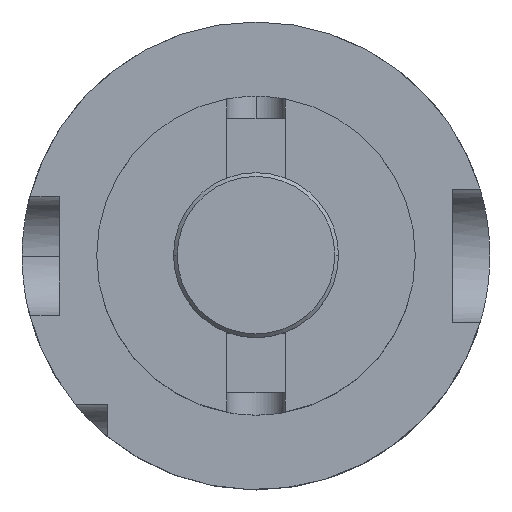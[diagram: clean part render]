
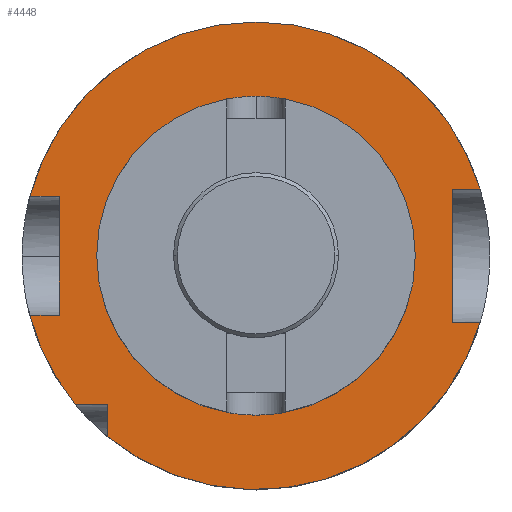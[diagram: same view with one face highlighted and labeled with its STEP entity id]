
A CAD part, top view. The second image highlights one B-rep face of the part: STEP entity #4448.
In plain terms, the highlighted planar face has unit normal (0, 0, 1).
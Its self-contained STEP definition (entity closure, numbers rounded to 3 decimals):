
#99 = ORIENTED_EDGE ( 'NONE', *, *, #454, .T. ) ;
#113 = VECTOR ( 'NONE', #917, 1000. ) ;
#147 = VERTEX_POINT ( 'NONE', #2921 ) ;
#172 = DIRECTION ( 'NONE',  ( 0., 0., 1. ) ) ;
#178 = LINE ( 'NONE', #3999, #4166 ) ;
#237 = CARTESIAN_POINT ( 'NONE',  ( 0., 8., 26. ) ) ;
#289 = EDGE_CURVE ( 'NONE', #4578, #147, #1684, .T. ) ;
#342 = CIRCLE ( 'NONE', #375, 31.5 ) ;
#375 = AXIS2_PLACEMENT_3D ( 'NONE', #2655, #405, #3033 ) ;
#380 = CARTESIAN_POINT ( 'NONE',  ( 0., 0., 26. ) ) ;
#405 = DIRECTION ( 'NONE',  ( 0., 0., -1. ) ) ;
#413 = CARTESIAN_POINT ( 'NONE',  ( 0., -20., 26. ) ) ;
#454 = EDGE_CURVE ( 'NONE', #147, #841, #178, .T. ) ;
#493 = EDGE_CURVE ( 'NONE', #2377, #4731, #1980, .T. ) ;
#499 = ORIENTED_EDGE ( 'NONE', *, *, #2926, .F. ) ;
#538 = ORIENTED_EDGE ( 'NONE', *, *, #3895, .F. ) ;
#540 = EDGE_CURVE ( 'NONE', #4731, #3476, #4674, .T. ) ;
#582 = CARTESIAN_POINT ( 'NONE',  ( 0., 0., 26. ) ) ;
#652 = CARTESIAN_POINT ( 'NONE',  ( -20., -24.336, 26. ) ) ;
#657 = ORIENTED_EDGE ( 'NONE', *, *, #4507, .F. ) ;
#774 = LINE ( 'NONE', #2731, #3611 ) ;
#781 = CARTESIAN_POINT ( 'NONE',  ( -24.336, -20., 26. ) ) ;
#782 = DIRECTION ( 'NONE',  ( 0., 1., 0. ) ) ;
#841 = VERTEX_POINT ( 'NONE', #4075 ) ;
#915 = EDGE_LOOP ( 'NONE', ( #2778, #2689, #1330, #3151, #99, #2075, #499, #3710, #2445, #2374, #538, #657 ) ) ;
#917 = DIRECTION ( 'NONE',  ( 0., 1., 0. ) ) ;
#919 = CARTESIAN_POINT ( 'NONE',  ( -26.5, 8., 26. ) ) ;
#948 = FACE_OUTER_BOUND ( 'NONE', #915, .T. ) ;
#961 = VECTOR ( 'NONE', #1097, 1000. ) ;
#974 = DIRECTION ( 'NONE',  ( 0., 1., 0. ) ) ;
#988 = AXIS2_PLACEMENT_3D ( 'NONE', #3897, #172, #2791 ) ;
#1075 = CARTESIAN_POINT ( 'NONE',  ( 0., -9., 26. ) ) ;
#1092 = VERTEX_POINT ( 'NONE', #4699 ) ;
#1097 = DIRECTION ( 'NONE',  ( -1., 0., 0. ) ) ;
#1116 = AXIS2_PLACEMENT_3D ( 'NONE', #380, #3013, #782 ) ;
#1140 = LINE ( 'NONE', #2404, #113 ) ;
#1205 = CIRCLE ( 'NONE', #1522, 31.5 ) ;
#1223 = VERTEX_POINT ( 'NONE', #781 ) ;
#1224 = CARTESIAN_POINT ( 'NONE',  ( 0., 9., 26. ) ) ;
#1303 = CARTESIAN_POINT ( 'NONE',  ( -30.467, -8., 26. ) ) ;
#1330 = ORIENTED_EDGE ( 'NONE', *, *, #3264, .F. ) ;
#1337 = EDGE_CURVE ( 'NONE', #4292, #1223, #3750, .T. ) ;
#1400 = CARTESIAN_POINT ( 'NONE',  ( 0., 0., 26. ) ) ;
#1440 = CARTESIAN_POINT ( 'NONE',  ( 0., 0., 26. ) ) ;
#1522 = AXIS2_PLACEMENT_3D ( 'NONE', #582, #3202, #974 ) ;
#1565 = DIRECTION ( 'NONE',  ( -1., 0., 0. ) ) ;
#1602 = DIRECTION ( 'NONE',  ( 1., 0., 0. ) ) ;
#1616 = EDGE_CURVE ( 'NONE', #2389, #4454, #2067, .T. ) ;
#1674 = CARTESIAN_POINT ( 'NONE',  ( 0., 31.5, 26. ) ) ;
#1684 = LINE ( 'NONE', #1075, #2771 ) ;
#1743 = DIRECTION ( 'NONE',  ( 0., 0., -1. ) ) ;
#1750 = AXIS2_PLACEMENT_3D ( 'NONE', #3943, #1743, #4317 ) ;
#1782 = DIRECTION ( 'NONE',  ( 0., 1., 0. ) ) ;
#1810 = DIRECTION ( 'NONE',  ( 0., 1., 0. ) ) ;
#1833 = ORIENTED_EDGE ( 'NONE', *, *, #4514, .T. ) ;
#1980 = LINE ( 'NONE', #237, #961 ) ;
#2007 = VECTOR ( 'NONE', #1602, 1000. ) ;
#2040 = CARTESIAN_POINT ( 'NONE',  ( 0., -21.463, 26. ) ) ;
#2062 = CARTESIAN_POINT ( 'NONE',  ( 0., 21.463, 26. ) ) ;
#2067 = CIRCLE ( 'NONE', #4180, 21.463 ) ;
#2075 = ORIENTED_EDGE ( 'NONE', *, *, #3334, .T. ) ;
#2110 = CARTESIAN_POINT ( 'NONE',  ( 0., -8., 26. ) ) ;
#2177 = DIRECTION ( 'NONE',  ( -1., 0., 0. ) ) ;
#2229 = LINE ( 'NONE', #2110, #3313 ) ;
#2374 = ORIENTED_EDGE ( 'NONE', *, *, #4725, .F. ) ;
#2377 = VERTEX_POINT ( 'NONE', #919 ) ;
#2389 = VERTEX_POINT ( 'NONE', #2040 ) ;
#2404 = CARTESIAN_POINT ( 'NONE',  ( -26.5, 21.463, 26. ) ) ;
#2436 = PLANE ( 'NONE',  #988 ) ;
#2445 = ORIENTED_EDGE ( 'NONE', *, *, #493, .F. ) ;
#2649 = VECTOR ( 'NONE', #1565, 1000. ) ;
#2655 = CARTESIAN_POINT ( 'NONE',  ( 0., 0., 26. ) ) ;
#2689 = ORIENTED_EDGE ( 'NONE', *, *, #3425, .F. ) ;
#2731 = CARTESIAN_POINT ( 'NONE',  ( -20., 21.463, 26. ) ) ;
#2771 = VECTOR ( 'NONE', #2177, 1000. ) ;
#2778 = ORIENTED_EDGE ( 'NONE', *, *, #1337, .F. ) ;
#2791 = DIRECTION ( 'NONE',  ( 0., -1., 0. ) ) ;
#2880 = EDGE_LOOP ( 'NONE', ( #1833, #3159 ) ) ;
#2921 = CARTESIAN_POINT ( 'NONE',  ( 26.5, -9., 26. ) ) ;
#2926 = EDGE_CURVE ( 'NONE', #3476, #1092, #4254, .T. ) ;
#3013 = DIRECTION ( 'NONE',  ( 0., 0., -1. ) ) ;
#3033 = DIRECTION ( 'NONE',  ( 0., 1., 0. ) ) ;
#3151 = ORIENTED_EDGE ( 'NONE', *, *, #289, .T. ) ;
#3159 = ORIENTED_EDGE ( 'NONE', *, *, #1616, .T. ) ;
#3202 = DIRECTION ( 'NONE',  ( 0., 0., -1. ) ) ;
#3206 = LINE ( 'NONE', #1224, #2007 ) ;
#3209 = DIRECTION ( 'NONE',  ( 0., 1., 0. ) ) ;
#3251 = CARTESIAN_POINT ( 'NONE',  ( 30.187, -9., 26. ) ) ;
#3264 = EDGE_CURVE ( 'NONE', #4578, #4598, #342, .T. ) ;
#3313 = VECTOR ( 'NONE', #3585, 1000. ) ;
#3334 = EDGE_CURVE ( 'NONE', #841, #1092, #3206, .T. ) ;
#3425 = EDGE_CURVE ( 'NONE', #4598, #4292, #774, .T. ) ;
#3476 = VERTEX_POINT ( 'NONE', #1674 ) ;
#3560 = VERTEX_POINT ( 'NONE', #4831 ) ;
#3585 = DIRECTION ( 'NONE',  ( 1., 0., 0. ) ) ;
#3611 = VECTOR ( 'NONE', #4204, 1000. ) ;
#3710 = ORIENTED_EDGE ( 'NONE', *, *, #540, .F. ) ;
#3750 = LINE ( 'NONE', #413, #2649 ) ;
#3767 = CARTESIAN_POINT ( 'NONE',  ( -20., -20., 26. ) ) ;
#3880 = CARTESIAN_POINT ( 'NONE',  ( -30.467, 8., 26. ) ) ;
#3895 = EDGE_CURVE ( 'NONE', #4412, #3560, #2229, .T. ) ;
#3897 = CARTESIAN_POINT ( 'NONE',  ( 0., 21.463, 26. ) ) ;
#3943 = CARTESIAN_POINT ( 'NONE',  ( 0., 0., 26. ) ) ;
#3982 = DIRECTION ( 'NONE',  ( 0., 0., -1. ) ) ;
#3999 = CARTESIAN_POINT ( 'NONE',  ( 26.5, 21.463, 26. ) ) ;
#4016 = DIRECTION ( 'NONE',  ( 0., 0., -1. ) ) ;
#4075 = CARTESIAN_POINT ( 'NONE',  ( 26.5, 9., 26. ) ) ;
#4166 = VECTOR ( 'NONE', #3209, 1000. ) ;
#4180 = AXIS2_PLACEMENT_3D ( 'NONE', #1400, #3982, #1782 ) ;
#4204 = DIRECTION ( 'NONE',  ( 0., 1., 0. ) ) ;
#4254 = CIRCLE ( 'NONE', #1116, 31.5 ) ;
#4292 = VERTEX_POINT ( 'NONE', #3767 ) ;
#4317 = DIRECTION ( 'NONE',  ( 0., 1., 0. ) ) ;
#4342 = AXIS2_PLACEMENT_3D ( 'NONE', #1440, #4016, #1810 ) ;
#4412 = VERTEX_POINT ( 'NONE', #1303 ) ;
#4448 = ADVANCED_FACE ( 'NONE', ( #948, #4780 ), #2436, .T. ) ;
#4454 = VERTEX_POINT ( 'NONE', #2062 ) ;
#4507 = EDGE_CURVE ( 'NONE', #1223, #4412, #1205, .T. ) ;
#4514 = EDGE_CURVE ( 'NONE', #4454, #2389, #4660, .T. ) ;
#4578 = VERTEX_POINT ( 'NONE', #3251 ) ;
#4598 = VERTEX_POINT ( 'NONE', #652 ) ;
#4660 = CIRCLE ( 'NONE', #1750, 21.463 ) ;
#4674 = CIRCLE ( 'NONE', #4342, 31.5 ) ;
#4699 = CARTESIAN_POINT ( 'NONE',  ( 30.187, 9., 26. ) ) ;
#4725 = EDGE_CURVE ( 'NONE', #3560, #2377, #1140, .T. ) ;
#4731 = VERTEX_POINT ( 'NONE', #3880 ) ;
#4780 = FACE_BOUND ( 'NONE', #2880, .T. ) ;
#4831 = CARTESIAN_POINT ( 'NONE',  ( -26.5, -8., 26. ) ) ;
